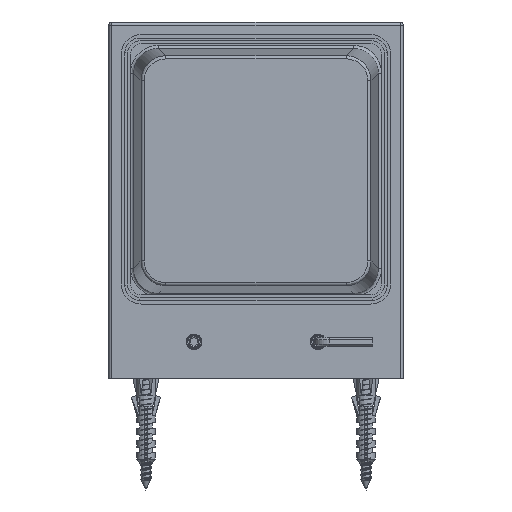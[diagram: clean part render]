
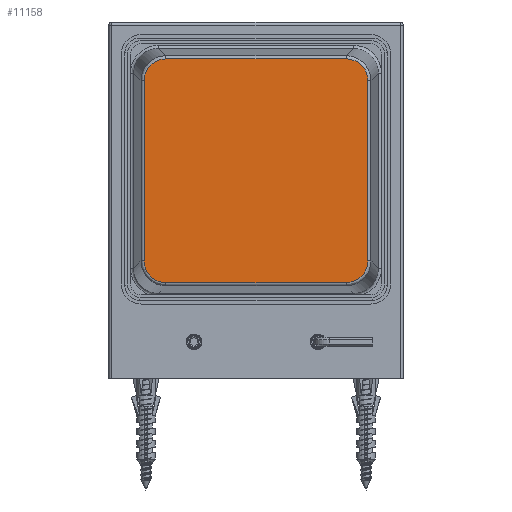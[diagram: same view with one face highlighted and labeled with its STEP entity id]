
A CAD part, front view. The second image highlights one B-rep face of the part: STEP entity #11158.
In plain terms, the highlighted planar face has unit normal (0, -1, 0).
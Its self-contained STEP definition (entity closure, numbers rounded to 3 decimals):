
#9641=CARTESIAN_POINT('',(36.091,0.,
29.093));
#9642=CARTESIAN_POINT('',(36.09,0.,
29.556));
#9643=CARTESIAN_POINT('',(36.001,0.,
30.461));
#9644=CARTESIAN_POINT('',(35.6,0.,
31.788));
#9645=CARTESIAN_POINT('',(34.949,0.,
33.006));
#9646=CARTESIAN_POINT('',(34.073,0.,
34.074));
#9647=CARTESIAN_POINT('',(33.005,0.,
34.95));
#9648=CARTESIAN_POINT('',(31.787,0.,
35.601));
#9649=CARTESIAN_POINT('',(30.46,0.,
36.001));
#9650=CARTESIAN_POINT('',(29.555,0.,
36.09));
#9651=CARTESIAN_POINT('',(29.093,0.,
36.091));
#9653=DIRECTION('',(0.,0.,1.));
#9654=VECTOR('',#9653,58.186);
#9655=CARTESIAN_POINT('',(36.091,0.,
-29.093));
#9656=LINE('',#9655,#9654);
#9657=CARTESIAN_POINT('',(29.093,0.,
-36.091));
#9658=CARTESIAN_POINT('',(29.556,0.,
-36.09));
#9659=CARTESIAN_POINT('',(30.461,0.,
-36.001));
#9660=CARTESIAN_POINT('',(31.788,0.,
-35.6));
#9661=CARTESIAN_POINT('',(33.006,0.,
-34.949));
#9662=CARTESIAN_POINT('',(34.074,0.,
-34.073));
#9663=CARTESIAN_POINT('',(34.95,0.,
-33.005));
#9664=CARTESIAN_POINT('',(35.601,0.,
-31.787));
#9665=CARTESIAN_POINT('',(36.001,0.,
-30.46));
#9666=CARTESIAN_POINT('',(36.09,0.,
-29.555));
#9667=CARTESIAN_POINT('',(36.091,0.,
-29.093));
#9669=DIRECTION('',(1.,0.,0.));
#9670=VECTOR('',#9669,58.186);
#9671=CARTESIAN_POINT('',(-29.093,0.,
-36.091));
#9672=LINE('',#9671,#9670);
#9673=CARTESIAN_POINT('',(-36.091,0.,
-29.093));
#9674=CARTESIAN_POINT('',(-36.09,0.,
-29.556));
#9675=CARTESIAN_POINT('',(-36.001,0.,
-30.461));
#9676=CARTESIAN_POINT('',(-35.6,0.,
-31.788));
#9677=CARTESIAN_POINT('',(-34.949,0.,
-33.006));
#9678=CARTESIAN_POINT('',(-34.073,0.,
-34.074));
#9679=CARTESIAN_POINT('',(-33.005,0.,
-34.95));
#9680=CARTESIAN_POINT('',(-31.787,0.,
-35.601));
#9681=CARTESIAN_POINT('',(-30.46,0.,
-36.001));
#9682=CARTESIAN_POINT('',(-29.555,0.,
-36.09));
#9683=CARTESIAN_POINT('',(-29.093,0.,
-36.091));
#9685=DIRECTION('',(0.,0.,-1.));
#9686=VECTOR('',#9685,58.186);
#9687=CARTESIAN_POINT('',(-36.091,0.,
29.093));
#9688=LINE('',#9687,#9686);
#9689=CARTESIAN_POINT('',(-29.093,0.,
36.091));
#9690=CARTESIAN_POINT('',(-29.556,0.,
36.09));
#9691=CARTESIAN_POINT('',(-30.461,0.,
36.001));
#9692=CARTESIAN_POINT('',(-31.788,0.,
35.6));
#9693=CARTESIAN_POINT('',(-33.006,0.,
34.949));
#9694=CARTESIAN_POINT('',(-34.074,0.,
34.073));
#9695=CARTESIAN_POINT('',(-34.95,0.,
33.005));
#9696=CARTESIAN_POINT('',(-35.601,0.,
31.787));
#9697=CARTESIAN_POINT('',(-36.001,0.,
30.46));
#9698=CARTESIAN_POINT('',(-36.09,0.,
29.555));
#9699=CARTESIAN_POINT('',(-36.091,0.,
29.093));
#9701=DIRECTION('',(-1.,0.,0.));
#9702=VECTOR('',#9701,58.186);
#9703=CARTESIAN_POINT('',(29.093,0.,
36.091));
#9704=LINE('',#9703,#9702);
#11113=VERTEX_POINT('',#9641);
#11114=VERTEX_POINT('',#9651);
#11117=CARTESIAN_POINT('',(-29.093,0.,
36.091));
#11118=VERTEX_POINT('',#11117);
#11121=VERTEX_POINT('',#9699);
#11123=CARTESIAN_POINT('',(-36.091,0.,
-29.093));
#11124=VERTEX_POINT('',#11123);
#11127=VERTEX_POINT('',#9683);
#11129=CARTESIAN_POINT('',(29.093,0.,
-36.091));
#11130=VERTEX_POINT('',#11129);
#11133=VERTEX_POINT('',#9667);
#11135=CARTESIAN_POINT('',(0.,0.,0.));
#11136=DIRECTION('',(0.,1.,0.));
#11137=DIRECTION('',(1.,0.,0.));
#11138=AXIS2_PLACEMENT_3D('',#11135,#11136,#11137);
#11139=PLANE('',#11138);
#11141=ORIENTED_EDGE('',*,*,#11140,.F.);
#11143=ORIENTED_EDGE('',*,*,#11142,.F.);
#11145=ORIENTED_EDGE('',*,*,#11144,.F.);
#11147=ORIENTED_EDGE('',*,*,#11146,.F.);
#11149=ORIENTED_EDGE('',*,*,#11148,.F.);
#11151=ORIENTED_EDGE('',*,*,#11150,.F.);
#11153=ORIENTED_EDGE('',*,*,#11152,.F.);
#11155=ORIENTED_EDGE('',*,*,#11154,.F.);
#11156=EDGE_LOOP('',(#11141,#11143,#11145,#11147,#11149,#11151,#11153,#11155));
#11157=FACE_OUTER_BOUND('',#11156,.F.);
#9652=B_SPLINE_CURVE_WITH_KNOTS('',3,(#9641,#9642,#9643,#9644,#9645,#9646,#9647,
#9648,#9649,#9650,#9651),.UNSPECIFIED.,.F.,.F.,(4,1,1,1,1,1,1,1,4),(0.,
0.125,0.25,0.375,0.5,0.625,0.75,0.875,1.),.UNSPECIFIED.);
#9668=B_SPLINE_CURVE_WITH_KNOTS('',3,(#9657,#9658,#9659,#9660,#9661,#9662,#9663,
#9664,#9665,#9666,#9667),.UNSPECIFIED.,.F.,.F.,(4,1,1,1,1,1,1,1,4),(0.,
0.125,0.25,0.375,0.5,0.625,0.75,0.875,1.),.UNSPECIFIED.);
#9684=B_SPLINE_CURVE_WITH_KNOTS('',3,(#9673,#9674,#9675,#9676,#9677,#9678,#9679,
#9680,#9681,#9682,#9683),.UNSPECIFIED.,.F.,.F.,(4,1,1,1,1,1,1,1,4),(0.,
0.125,0.25,0.375,0.5,0.625,0.75,0.875,1.),.UNSPECIFIED.);
#9700=B_SPLINE_CURVE_WITH_KNOTS('',3,(#9689,#9690,#9691,#9692,#9693,#9694,#9695,
#9696,#9697,#9698,#9699),.UNSPECIFIED.,.F.,.F.,(4,1,1,1,1,1,1,1,4),(0.,
0.125,0.25,0.375,0.5,0.625,0.75,0.875,1.),.UNSPECIFIED.);
#11140=EDGE_CURVE('',#11113,#11114,#9652,.T.);
#11142=EDGE_CURVE('',#11133,#11113,#9656,.T.);
#11144=EDGE_CURVE('',#11130,#11133,#9668,.T.);
#11146=EDGE_CURVE('',#11127,#11130,#9672,.T.);
#11148=EDGE_CURVE('',#11124,#11127,#9684,.T.);
#11150=EDGE_CURVE('',#11121,#11124,#9688,.T.);
#11152=EDGE_CURVE('',#11118,#11121,#9700,.T.);
#11154=EDGE_CURVE('',#11114,#11118,#9704,.T.);
#11158=ADVANCED_FACE('',(#11157),#11139,.F.);
